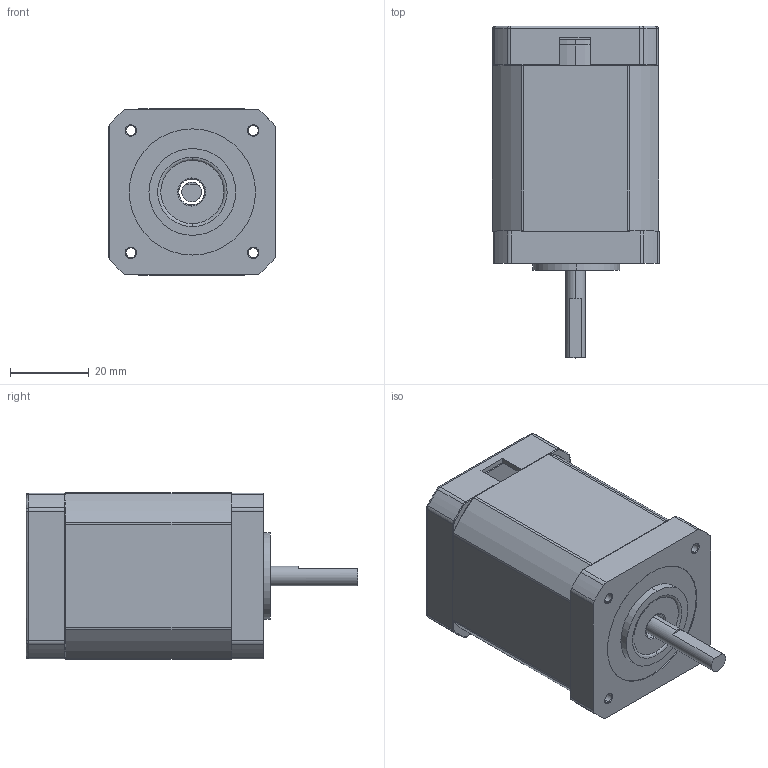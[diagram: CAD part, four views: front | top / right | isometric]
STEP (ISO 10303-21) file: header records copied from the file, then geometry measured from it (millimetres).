
FILE_DESCRIPTION(/* description */ ('Alibre Inc.'),/* implementation_level */ '2;1');
FILE_NAME(/* name */ 'export-DA6EF1FE-D519-4D55-9672-2CE8A1E59414',/* time_stamp */ '2024-01-14T13:23:15+01:00',/* author */ (''),/* organization */ (''),/* preprocessor_version */ 'ST-DEVELOPER v17',/* originating_system */ 'Alibre',/* authorisation */ '');
FILE_SCHEMA (('AUTOMOTIVE_DESIGN'));
Length unit declared in the file: millimetre
Products named in the file (5): 16-406; Öá1; ¶¨×Ó42-42; 16-401; 42CM08-TL
Bounding box: 42.38 x 84.1 x 42.2 mm (x, y, z)
Volume: 49253.7 mm3; surface area: 41499.7 mm2
Topology: 4 solids, 4 shells, 660 faces, 1835 edges, 1193 vertices
Faces by surface type: cylinder 391, plane 193, bspline 42, cone 34
Entity records: 22636 total; most frequent: CARTESIAN_POINT 5240, DIRECTION 3666, ORIENTED_EDGE 3664, EDGE_CURVE 1832, AXIS2_PLACEMENT_3D 1465, VERTEX_POINT 1193, VECTOR 929, LINE 929
